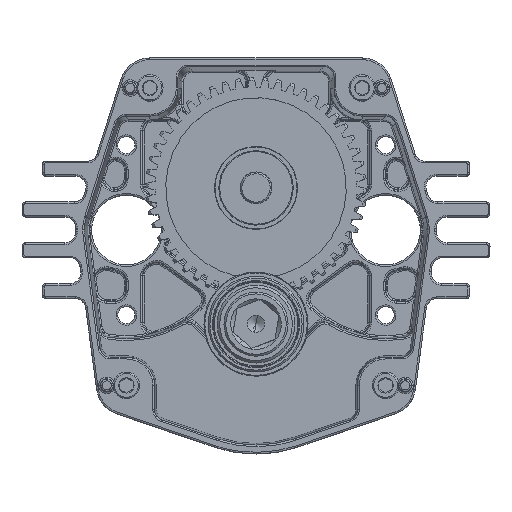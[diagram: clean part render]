
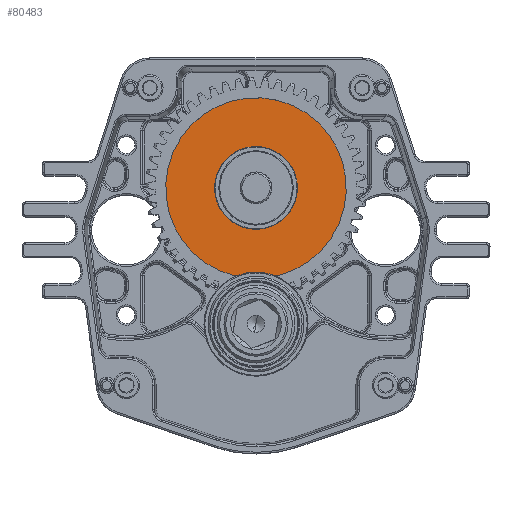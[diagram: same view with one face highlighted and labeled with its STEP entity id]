
A CAD part, top view. The second image highlights one B-rep face of the part: STEP entity #80483.
In plain terms, the highlighted face is planar.
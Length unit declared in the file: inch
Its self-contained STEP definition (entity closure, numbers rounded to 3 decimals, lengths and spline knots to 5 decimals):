
#3659 = CARTESIAN_POINT ( 'NONE',  ( 0.1375, 0., 1.0625 ) ) ;
#4540 = VERTEX_POINT ( 'NONE', #21176 ) ;
#5018 = DIRECTION ( 'NONE',  ( 0., 0., -1. ) ) ;
#5667 = CIRCLE ( 'NONE', #51689, 0.2625 ) ;
#6254 = DIRECTION ( 'NONE',  ( 1., 0., 0. ) ) ;
#10007 = AXIS2_PLACEMENT_3D ( 'NONE', #15231, #16079, #34212 ) ;
#13676 = VERTEX_POINT ( 'NONE', #3659 ) ;
#15231 = CARTESIAN_POINT ( 'NONE',  ( 0.1375, 0., 0. ) ) ;
#16079 = DIRECTION ( 'NONE',  ( 1., 0., 0. ) ) ;
#17213 = DIRECTION ( 'NONE',  ( 0., 0., -1. ) ) ;
#20258 = EDGE_CURVE ( 'NONE', #4540, #69421, #49662, .T. ) ;
#21176 = CARTESIAN_POINT ( 'NONE',  ( 0.1375, 0., -0.2625 ) ) ;
#23496 = DIRECTION ( 'NONE',  ( 0., 0., -1. ) ) ;
#23563 = DIRECTION ( 'NONE',  ( 1., 0., 0. ) ) ;
#26716 = EDGE_LOOP ( 'NONE', ( #75305, #40186 ) ) ;
#27478 = CIRCLE ( 'NONE', #73626, 1.0625 ) ;
#28991 = EDGE_CURVE ( 'NONE', #13676, #42488, #27478, .T. ) ;
#30216 = CARTESIAN_POINT ( 'NONE',  ( 0.1375, 0., 0. ) ) ;
#34212 = DIRECTION ( 'NONE',  ( 0., 0., -1. ) ) ;
#40186 = ORIENTED_EDGE ( 'NONE', *, *, #60404, .F. ) ;
#42488 = VERTEX_POINT ( 'NONE', #57612 ) ;
#42987 = CARTESIAN_POINT ( 'NONE',  ( 0.1375, 0., 0. ) ) ;
#43146 = AXIS2_PLACEMENT_3D ( 'NONE', #30216, #81193, #23496 ) ;
#45675 = DIRECTION ( 'NONE',  ( 0., 0., -1. ) ) ;
#49662 = CIRCLE ( 'NONE', #71457, 0.2625 ) ;
#50737 = CARTESIAN_POINT ( 'NONE',  ( 0.1375, 0., 0. ) ) ;
#51689 = AXIS2_PLACEMENT_3D ( 'NONE', #50737, #6254, #5018 ) ;
#52476 = ORIENTED_EDGE ( 'NONE', *, *, #83476, .T. ) ;
#56988 = FACE_BOUND ( 'NONE', #74860, .T. ) ;
#57612 = CARTESIAN_POINT ( 'NONE',  ( 0.1375, 0., -1.0625 ) ) ;
#60404 = EDGE_CURVE ( 'NONE', #42488, #13676, #81804, .T. ) ;
#68484 = FACE_OUTER_BOUND ( 'NONE', #26716, .T. ) ;
#69421 = VERTEX_POINT ( 'NONE', #79327 ) ;
#71457 = AXIS2_PLACEMENT_3D ( 'NONE', #42987, #23563, #17213 ) ;
#71681 = DIRECTION ( 'NONE',  ( 1., 0., 0. ) ) ;
#73626 = AXIS2_PLACEMENT_3D ( 'NONE', #83111, #71681, #45675 ) ;
#74860 = EDGE_LOOP ( 'NONE', ( #75448, #52476 ) ) ;
#75305 = ORIENTED_EDGE ( 'NONE', *, *, #28991, .F. ) ;
#75448 = ORIENTED_EDGE ( 'NONE', *, *, #20258, .T. ) ;
#79327 = CARTESIAN_POINT ( 'NONE',  ( 0.1375, 0., 0.2625 ) ) ;
#80483 = ADVANCED_FACE ( 'NONE', ( #68484, #56988 ), #82034, .F. ) ;
#81193 = DIRECTION ( 'NONE',  ( 1., 0., 0. ) ) ;
#81804 = CIRCLE ( 'NONE', #10007, 1.0625 ) ;
#82034 = PLANE ( 'NONE',  #43146 ) ;
#83111 = CARTESIAN_POINT ( 'NONE',  ( 0.1375, 0., 0. ) ) ;
#83476 = EDGE_CURVE ( 'NONE', #69421, #4540, #5667, .T. ) ;
